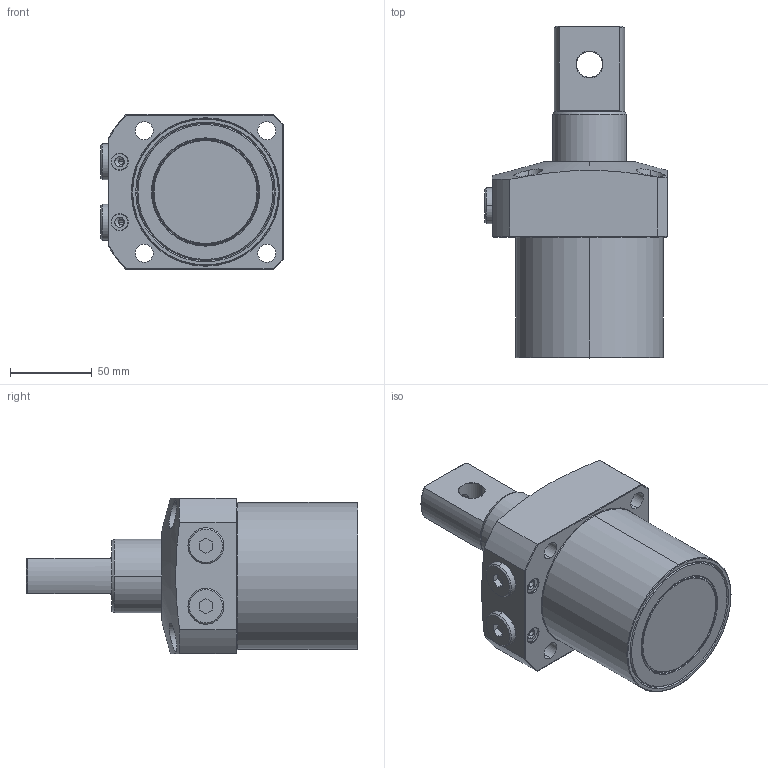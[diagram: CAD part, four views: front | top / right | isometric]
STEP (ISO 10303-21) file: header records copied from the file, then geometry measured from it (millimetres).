
FILE_DESCRIPTION (( 'STEP AP203' ), '1' );
FILE_NAME ('LHA0900-C-P.STEP', '2018-12-15T06:11:25', ( '微软用户' ), ( '微软中国' ), 'SwSTEP 2.0', 'SolidWorks 2012', '' );
FILE_SCHEMA (( 'CONFIG_CONTROL_DESIGN' ));
Length unit declared in the file: millimetre
Products named in the file (5): LHA0900-槭暌溛(蹬怮椔); LHA0900-咂衝椳紕溽_rev1; LHA0900-楓羔_蹬怮椔); Gȼ__8; LHA0900-C-P
Assembly tree (5 placements, depth 2):
  LHA0900-C-P
    LHA0900-槭暌溛(蹬怮椔)
    LHA0900-咂衝椳紕溽_rev1
    LHA0900-楓羔_蹬怮椔)
    Gȼ__8  x2
Bounding box: 111.5 x 203 x 95 mm (x, y, z)
Volume: 962799.3 mm3; surface area: 90635.6 mm2
Topology: 5 solids, 5 shells, 169 faces, 385 edges, 239 vertices
Faces by surface type: cylinder 65, plane 51, cone 39, torus 14
Entity records: 5650 total; most frequent: CARTESIAN_POINT 1545, DIRECTION 782, ORIENTED_EDGE 714, EDGE_CURVE 357, AXIS2_PLACEMENT_3D 323, VERTEX_POINT 221, EDGE_LOOP 184, CIRCLE 159
